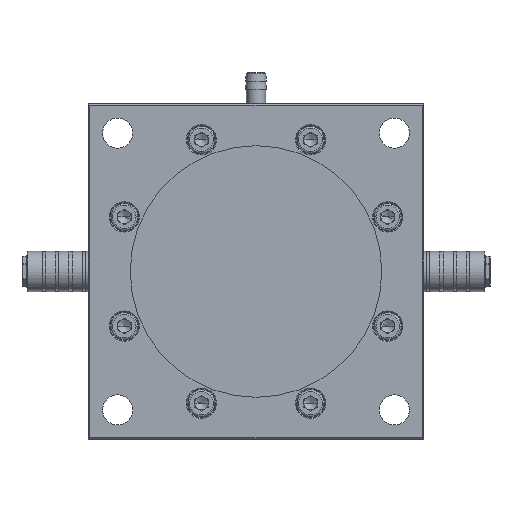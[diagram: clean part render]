
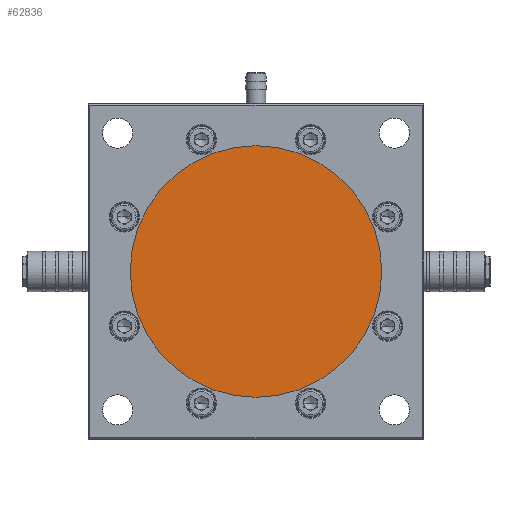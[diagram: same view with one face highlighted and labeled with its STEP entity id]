
A CAD part, front view. The second image highlights one B-rep face of the part: STEP entity #62836.
In plain terms, the highlighted planar face has unit normal (0, -1, 0).
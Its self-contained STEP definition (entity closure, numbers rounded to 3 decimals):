
#13188 = EDGE_CURVE ( 'NONE', #45676, #45767, #35842, .T. ) ;
#14514 = CIRCLE ( 'NONE', #49510, 75. ) ;
#15031 = CARTESIAN_POINT ( 'NONE',  ( 0., 1., 0. ) ) ;
#15037 = DIRECTION ( 'NONE',  ( 0., -1., 0. ) ) ;
#15038 = DIRECTION ( 'NONE',  ( -1., 0., 0. ) ) ;
#22710 = ORIENTED_EDGE ( 'NONE', *, *, #59131, .T. ) ;
#22712 = ORIENTED_EDGE ( 'NONE', *, *, #13188, .T. ) ;
#25703 = FACE_OUTER_BOUND ( 'NONE', #44520, .T. ) ;
#26341 = CARTESIAN_POINT ( 'NONE',  ( 0., 1., 0. ) ) ;
#26342 = PLANE ( 'NONE',  #43661 ) ;
#26351 = DIRECTION ( 'NONE',  ( 0., -1., 0. ) ) ;
#26352 = DIRECTION ( 'NONE',  ( -1., 0., 0. ) ) ;
#35842 = CIRCLE ( 'NONE', #38021, 75. ) ;
#38021 = AXIS2_PLACEMENT_3D ( 'NONE', #39510, #39533, #38595 ) ;
#38595 = DIRECTION ( 'NONE',  ( -1., 0., 0. ) ) ;
#39510 = CARTESIAN_POINT ( 'NONE',  ( 0., 1., 0. ) ) ;
#39533 = DIRECTION ( 'NONE',  ( 0., -1., 0. ) ) ;
#43661 = AXIS2_PLACEMENT_3D ( 'NONE', #26341, #26351, #26352 ) ;
#44520 = EDGE_LOOP ( 'NONE', ( #22710, #22712 ) ) ;
#45676 = VERTEX_POINT ( 'NONE', #46794 ) ;
#45767 = VERTEX_POINT ( 'NONE', #45935 ) ;
#45935 = CARTESIAN_POINT ( 'NONE',  ( -75., 1., 0. ) ) ;
#46794 = CARTESIAN_POINT ( 'NONE',  ( 75., 1., 0. ) ) ;
#49510 = AXIS2_PLACEMENT_3D ( 'NONE', #15031, #15037, #15038 ) ;
#59131 = EDGE_CURVE ( 'NONE', #45767, #45676, #14514, .T. ) ;
#62836 = ADVANCED_FACE ( 'NONE', ( #25703 ), #26342, .T. ) ;
